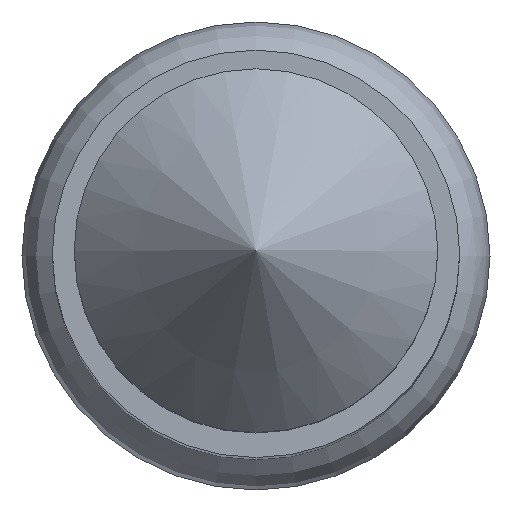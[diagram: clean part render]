
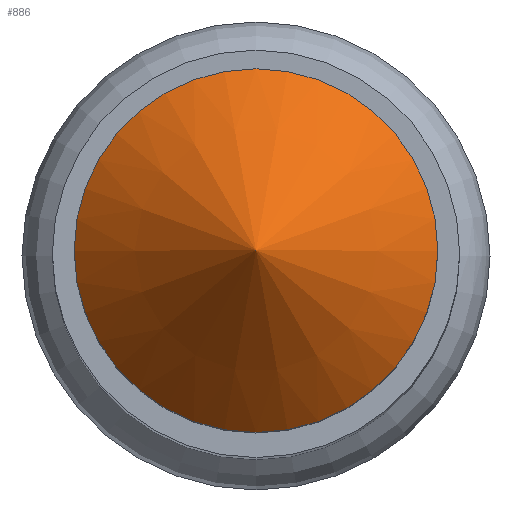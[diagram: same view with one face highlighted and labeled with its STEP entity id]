
A CAD part, top view. The second image highlights one B-rep face of the part: STEP entity #886.
In plain terms, the highlighted conical face has half-angle 45 degrees and reference radius 2 mm.
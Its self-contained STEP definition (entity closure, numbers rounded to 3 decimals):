
#777 = CYLINDRICAL_SURFACE('',#778,0.75);
#778 = AXIS2_PLACEMENT_3D('',#779,#780,#781);
#779 = CARTESIAN_POINT('',(0.,0.,31.45));
#780 = DIRECTION('',(-0.,-0.,-1.));
#781 = DIRECTION('',(1.,0.,0.));
#802 = VERTEX_POINT('',#803);
#803 = CARTESIAN_POINT('',(0.75,0.,32.7));
#824 = EDGE_CURVE('',#802,#802,#825,.T.);
#825 = SURFACE_CURVE('',#826,(#831,#838),.PCURVE_S1.);
#826 = CIRCLE('',#827,0.75);
#827 = AXIS2_PLACEMENT_3D('',#828,#829,#830);
#828 = CARTESIAN_POINT('',(0.,0.,32.7));
#829 = DIRECTION('',(0.,0.,-1.));
#830 = DIRECTION('',(0.,1.,0.));
#831 = PCURVE('',#777,#832);
#832 = DEFINITIONAL_REPRESENTATION('',(#833),#837);
#833 = LINE('',#834,#835);
#834 = CARTESIAN_POINT('',(-7.854,-1.25));
#835 = VECTOR('',#836,1.);
#836 = DIRECTION('',(1.,-0.));
#837 = ( GEOMETRIC_REPRESENTATION_CONTEXT(2) 
PARAMETRIC_REPRESENTATION_CONTEXT() REPRESENTATION_CONTEXT('2D SPACE',''
  ) );
#838 = PCURVE('',#839,#844);
#839 = CONICAL_SURFACE('',#840,2.,0.785);
#840 = AXIS2_PLACEMENT_3D('',#841,#842,#843);
#841 = CARTESIAN_POINT('',(0.,0.,31.45));
#842 = DIRECTION('',(-0.,-0.,-1.));
#843 = DIRECTION('',(1.,0.,0.));
#844 = DEFINITIONAL_REPRESENTATION('',(#845),#849);
#845 = LINE('',#846,#847);
#846 = CARTESIAN_POINT('',(-7.854,-1.25));
#847 = VECTOR('',#848,1.);
#848 = DIRECTION('',(1.,-0.));
#849 = ( GEOMETRIC_REPRESENTATION_CONTEXT(2) 
PARAMETRIC_REPRESENTATION_CONTEXT() REPRESENTATION_CONTEXT('2D SPACE',''
  ) );
#886 = ADVANCED_FACE('',(#887),#839,.T.);
#887 = FACE_BOUND('',#888,.T.);
#888 = EDGE_LOOP('',(#889,#912,#913));
#889 = ORIENTED_EDGE('',*,*,#890,.T.);
#890 = EDGE_CURVE('',#802,#891,#893,.T.);
#891 = VERTEX_POINT('',#892);
#892 = CARTESIAN_POINT('',(0.,0.,33.45)
  );
#893 = SEAM_CURVE('',#894,(#898,#905),.PCURVE_S1.);
#894 = LINE('',#895,#896);
#895 = CARTESIAN_POINT('',(2.,0.,31.45));
#896 = VECTOR('',#897,1.);
#897 = DIRECTION('',(-0.707,0.,0.707)
  );
#898 = PCURVE('',#839,#899);
#899 = DEFINITIONAL_REPRESENTATION('',(#900),#904);
#900 = LINE('',#901,#902);
#901 = CARTESIAN_POINT('',(-6.283,0.));
#902 = VECTOR('',#903,1.);
#903 = DIRECTION('',(-0.,-1.));
#904 = ( GEOMETRIC_REPRESENTATION_CONTEXT(2) 
PARAMETRIC_REPRESENTATION_CONTEXT() REPRESENTATION_CONTEXT('2D SPACE',''
  ) );
#905 = PCURVE('',#839,#906);
#906 = DEFINITIONAL_REPRESENTATION('',(#907),#911);
#907 = LINE('',#908,#909);
#908 = CARTESIAN_POINT('',(0.,-0.));
#909 = VECTOR('',#910,1.);
#910 = DIRECTION('',(-0.,-1.));
#911 = ( GEOMETRIC_REPRESENTATION_CONTEXT(2) 
PARAMETRIC_REPRESENTATION_CONTEXT() REPRESENTATION_CONTEXT('2D SPACE',''
  ) );
#912 = ORIENTED_EDGE('',*,*,#890,.F.);
#913 = ORIENTED_EDGE('',*,*,#824,.F.);
